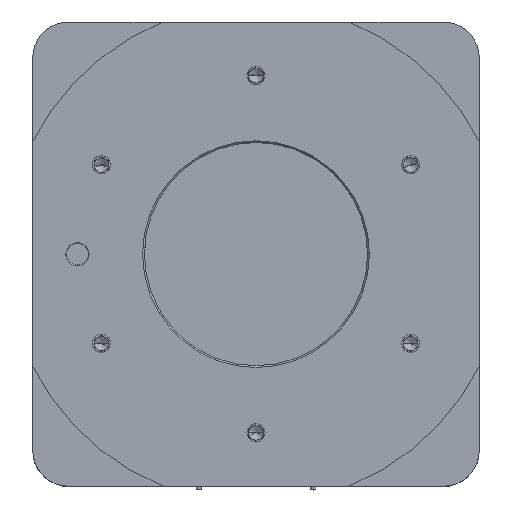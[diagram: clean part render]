
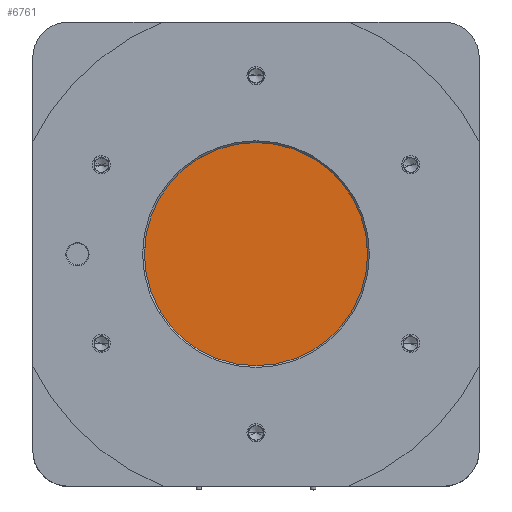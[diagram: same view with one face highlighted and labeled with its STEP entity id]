
A CAD part, top view. The second image highlights one B-rep face of the part: STEP entity #6761.
In plain terms, the highlighted planar face has unit normal (0, 0, 1).
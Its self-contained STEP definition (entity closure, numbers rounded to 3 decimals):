
#1497 = EDGE_CURVE ( 'NONE', #22110, #31923, #7536, .T. ) ;
#6761 = ADVANCED_FACE ( 'NONE', ( #15391 ), #21620, .T. ) ;
#7536 = CIRCLE ( 'NONE', #15017, 62.5 ) ;
#10584 = DIRECTION ( 'NONE',  ( 0., 0., 1. ) ) ;
#11813 = AXIS2_PLACEMENT_3D ( 'NONE', #17510, #20148, #20375 ) ;
#13271 = AXIS2_PLACEMENT_3D ( 'NONE', #27110, #29845, #13526 ) ;
#13359 = EDGE_CURVE ( 'NONE', #31923, #22110, #28383, .T. ) ;
#13526 = DIRECTION ( 'NONE',  ( 1., 0., 0. ) ) ;
#15017 = AXIS2_PLACEMENT_3D ( 'NONE', #15744, #10584, #34778 ) ;
#15391 = FACE_OUTER_BOUND ( 'NONE', #24789, .T. ) ;
#15504 = CARTESIAN_POINT ( 'NONE',  ( 62.5, 0., -4.5 ) ) ;
#15744 = CARTESIAN_POINT ( 'NONE',  ( 0., 0., -4.5 ) ) ;
#17510 = CARTESIAN_POINT ( 'NONE',  ( 0., 0., -4.5 ) ) ;
#18721 = ORIENTED_EDGE ( 'NONE', *, *, #1497, .T. ) ;
#20148 = DIRECTION ( 'NONE',  ( 0., 0., 1. ) ) ;
#20375 = DIRECTION ( 'NONE',  ( 1., 0., 0. ) ) ;
#21620 = PLANE ( 'NONE',  #13271 ) ;
#22110 = VERTEX_POINT ( 'NONE', #22159 ) ;
#22159 = CARTESIAN_POINT ( 'NONE',  ( -62.5, 0., -4.5 ) ) ;
#24789 = EDGE_LOOP ( 'NONE', ( #33843, #18721 ) ) ;
#27110 = CARTESIAN_POINT ( 'NONE',  ( 0., 0., -4.5 ) ) ;
#28383 = CIRCLE ( 'NONE', #11813, 62.5 ) ;
#29845 = DIRECTION ( 'NONE',  ( 0., 0., 1. ) ) ;
#31923 = VERTEX_POINT ( 'NONE', #15504 ) ;
#33843 = ORIENTED_EDGE ( 'NONE', *, *, #13359, .T. ) ;
#34778 = DIRECTION ( 'NONE',  ( 1., 0., 0. ) ) ;
